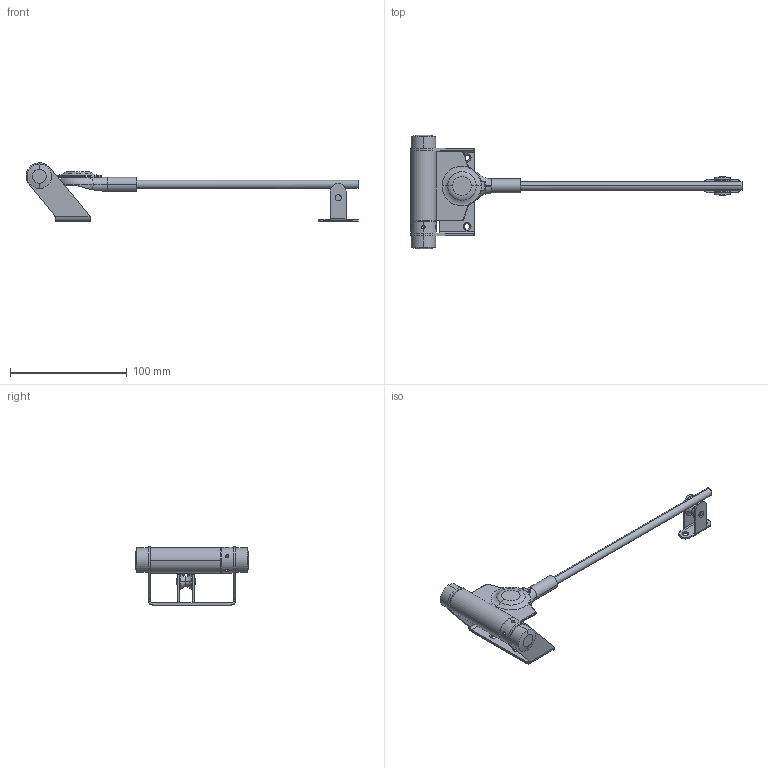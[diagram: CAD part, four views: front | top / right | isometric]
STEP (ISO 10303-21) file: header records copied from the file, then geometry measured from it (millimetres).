
FILE_DESCRIPTION (( 'STEP AP203' ), '1' );
FILE_NAME ('3892.step', '2021-07-05T08:32:43', ( '' ), ( '' ), 'SwSTEP 2.0', 'SolidWorks 2018', '' );
FILE_SCHEMA (( 'CONFIG_CONTROL_DESIGN' ));
Length unit declared in the file: millimetre
Products named in the file (16): 389x Teil2; 389x Teil4_389x Teil4; 389x Teil6; 389x Teil2_389x Teil2; 389x Teil7_389x Teil7; 389x Teil5; 389x Teil1; 389x Teil6_389x Teil6; 389x Teil3; 3892; 389x Teil4; 389x Teil1_3892 Teil1; 389x Teil5_3892 Teil5; 389x Teil7; 389x Teil3_389x Teil3
Assembly tree (8 placements, depth 2):
  389x Teil2
  389x Teil6
  389x Teil5
  389x Teil1
  389x Teil3
Bounding box: 284.5 x 97 x 50 mm (x, y, z)
Volume: 63214.8 mm3; surface area: 36616.5 mm2
Topology: 9 solids, 9 shells, 598 faces, 1512 edges, 972 vertices
Faces by surface type: plane 219, cylinder 142, bspline 122, torus 91, cone 22, sphere 2
Entity records: 25962 total; most frequent: CARTESIAN_POINT 11218, ORIENTED_EDGE 2980, DIRECTION 2336, EDGE_CURVE 1490, VERTEX_POINT 966, AXIS2_PLACEMENT_3D 820, LINE 696, VECTOR 696
